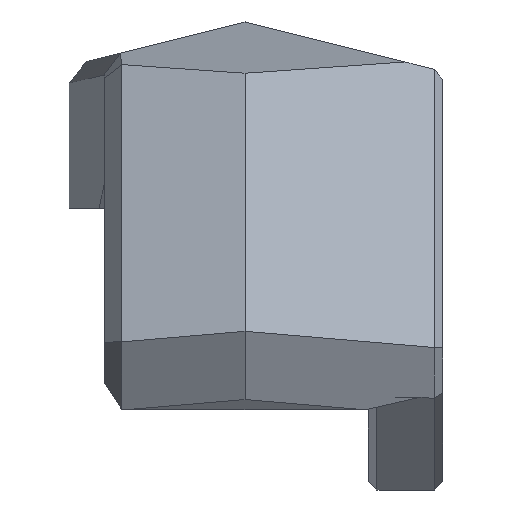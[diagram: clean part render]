
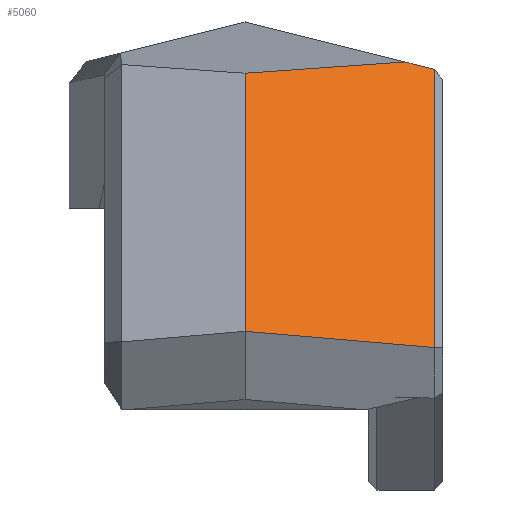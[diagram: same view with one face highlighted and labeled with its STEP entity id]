
A CAD part, left-side view. The second image highlights one B-rep face of the part: STEP entity #5060.
In plain terms, the highlighted planar face has unit normal (-0.912, -0.242, 0.332).
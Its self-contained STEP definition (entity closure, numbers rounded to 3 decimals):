
#240=FACE_OUTER_BOUND('',#527,.T.);
#527=EDGE_LOOP('',(#3675,#3676,#3677,#3678,#3679,#3680));
#819=LINE('',#7190,#1484);
#827=LINE('',#7205,#1492);
#875=LINE('',#7296,#1540);
#915=LINE('',#7410,#1580);
#917=LINE('',#7414,#1582);
#985=LINE('',#7547,#1650);
#1484=VECTOR('',#5769,10.);
#1492=VECTOR('',#5783,10.);
#1540=VECTOR('',#5857,10.);
#1580=VECTOR('',#5969,10.);
#1582=VECTOR('',#5973,10.);
#1650=VECTOR('',#6091,10.);
#2137=VERTEX_POINT('',#7187);
#2138=VERTEX_POINT('',#7189);
#2142=VERTEX_POINT('',#7204);
#2172=VERTEX_POINT('',#7295);
#2210=VERTEX_POINT('',#7409);
#2211=VERTEX_POINT('',#7413);
#2613=EDGE_CURVE('',#2137,#2138,#819,.T.);
#2621=EDGE_CURVE('',#2138,#2142,#827,.T.);
#2669=EDGE_CURVE('',#2142,#2172,#875,.T.);
#2723=EDGE_CURVE('',#2172,#2210,#915,.T.);
#2725=EDGE_CURVE('',#2211,#2210,#917,.T.);
#2794=EDGE_CURVE('',#2137,#2211,#985,.T.);
#3675=ORIENTED_EDGE('',*,*,#2613,.F.);
#3676=ORIENTED_EDGE('',*,*,#2794,.T.);
#3677=ORIENTED_EDGE('',*,*,#2725,.T.);
#3678=ORIENTED_EDGE('',*,*,#2723,.F.);
#3679=ORIENTED_EDGE('',*,*,#2669,.F.);
#3680=ORIENTED_EDGE('',*,*,#2621,.F.);
#4803=PLANE('',#5396);
#5060=ADVANCED_FACE('',(#240),#4803,.T.);
#5396=AXIS2_PLACEMENT_3D('',#7546,#6089,#6090);
#5769=DIRECTION('',(-0.342,0.,-0.94));
#5783=DIRECTION('',(-0.411,0.571,-0.711));
#5857=DIRECTION('',(-0.228,0.97,0.083));
#5969=DIRECTION('',(0.342,0.,0.94));
#5973=DIRECTION('',(-0.279,0.958,-0.067));
#6089=DIRECTION('center_axis',(-0.912,-0.243,0.332));
#6090=DIRECTION('ref_axis',(0.228,-0.97,-0.083));
#6091=DIRECTION('',(-0.167,0.956,0.239));
#7187=CARTESIAN_POINT('',(-25.941,-11.015,5.347));
#7189=CARTESIAN_POINT('',(-31.69,-11.015,-10.449));
#7190=CARTESIAN_POINT('',(-29.373,-11.015,-4.081));
#7204=CARTESIAN_POINT('',(-31.696,-11.007,-10.458));
#7205=CARTESIAN_POINT('',(-33.898,-7.943,-14.268));
#7295=CARTESIAN_POINT('',(-34.223,-0.25,-9.538));
#7296=CARTESIAN_POINT('',(-33.393,-3.781,-9.84));
#7409=CARTESIAN_POINT('',(-28.885,-0.25,5.129));
#7410=CARTESIAN_POINT('',(-35.249,-0.25,-12.357));
#7413=CARTESIAN_POINT('',(-26.235,-9.335,5.767));
#7414=CARTESIAN_POINT('',(-30.521,5.362,4.735));
#7546=CARTESIAN_POINT('Origin',(-35.249,-0.25,-12.357));
#7547=CARTESIAN_POINT('',(-27.133,-4.204,7.05));
